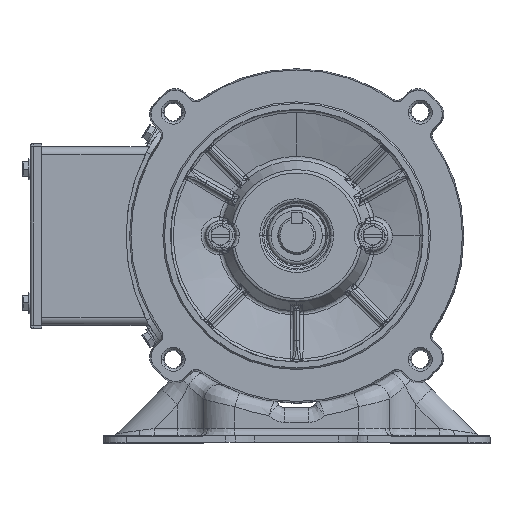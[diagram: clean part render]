
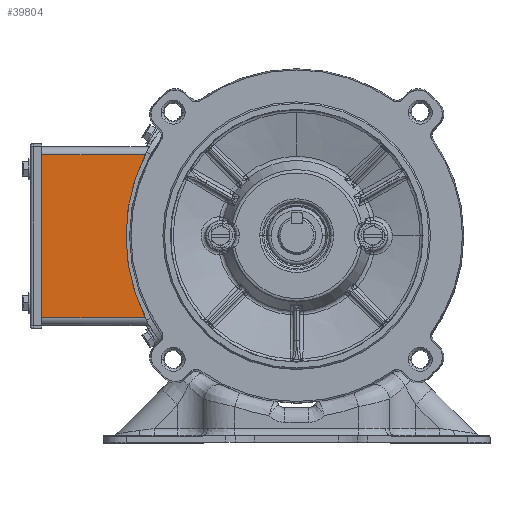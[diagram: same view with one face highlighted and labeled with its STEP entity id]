
A CAD part, top view. The second image highlights one B-rep face of the part: STEP entity #39804.
In plain terms, the highlighted face is planar.
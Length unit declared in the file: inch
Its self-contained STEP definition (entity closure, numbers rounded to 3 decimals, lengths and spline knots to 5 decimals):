
#7840 = EDGE_CURVE ( 'NONE', #27266, #120237, #92699, .T. ) ;
#23080 = CARTESIAN_POINT ( 'NONE',  ( 4.3698, -1.37, 2.5625 ) ) ;
#24366 = EDGE_CURVE ( 'NONE', #84553, #136433, #116364, .T. ) ;
#27266 = VERTEX_POINT ( 'NONE', #76852 ) ;
#36586 = DIRECTION ( 'NONE',  ( 0., 0., -1. ) ) ;
#39804 = ADVANCED_FACE ( 'NONE', ( #62921 ), #115057, .F. ) ;
#42379 = EDGE_CURVE ( 'NONE', #136433, #27266, #105235, .T. ) ;
#43054 = ORIENTED_EDGE ( 'NONE', *, *, #24366, .F. ) ;
#46351 = DIRECTION ( 'NONE',  ( 1., 0., 0. ) ) ;
#61603 = AXIS2_PLACEMENT_3D ( 'NONE', #66765, #102578, #128088 ) ;
#62921 = FACE_OUTER_BOUND ( 'NONE', #124013, .T. ) ;
#63779 = ORIENTED_EDGE ( 'NONE', *, *, #42379, .F. ) ;
#66734 = EDGE_CURVE ( 'NONE', #120237, #84553, #120251, .T. ) ;
#66765 = CARTESIAN_POINT ( 'NONE',  ( 4.3698, 1.5, 2.5625 ) ) ;
#73420 = DIRECTION ( 'NONE',  ( -1., 0., 0. ) ) ;
#74301 = ORIENTED_EDGE ( 'NONE', *, *, #66734, .F. ) ;
#76852 = CARTESIAN_POINT ( 'NONE',  ( 2.54598, 1.37, 2.5625 ) ) ;
#84553 = VERTEX_POINT ( 'NONE', #23080 ) ;
#84814 = CARTESIAN_POINT ( 'NONE',  ( -0.1902, 0., 2.5625 ) ) ;
#87076 = CARTESIAN_POINT ( 'NONE',  ( 2.54598, -1.37, 2.5625 ) ) ;
#92699 = CIRCLE ( 'NONE', #94094, 3.06 ) ;
#94094 = AXIS2_PLACEMENT_3D ( 'NONE', #84814, #36586, #73420 ) ;
#96329 = DIRECTION ( 'NONE',  ( -1., 0., 0. ) ) ;
#102578 = DIRECTION ( 'NONE',  ( 0., 0., 1. ) ) ;
#105235 = LINE ( 'NONE', #107168, #147966 ) ;
#107168 = CARTESIAN_POINT ( 'NONE',  ( 4.3698, 1.37, 2.5625 ) ) ;
#115057 = PLANE ( 'NONE',  #61603 ) ;
#116364 = LINE ( 'NONE', #159962, #141418 ) ;
#120237 = VERTEX_POINT ( 'NONE', #87076 ) ;
#120251 = LINE ( 'NONE', #146710, #122288 ) ;
#121032 = ORIENTED_EDGE ( 'NONE', *, *, #7840, .F. ) ;
#122288 = VECTOR ( 'NONE', #46351, 39.37008 ) ;
#124013 = EDGE_LOOP ( 'NONE', ( #63779, #43054, #74301, #121032 ) ) ;
#128088 = DIRECTION ( 'NONE',  ( 0., -1., 0. ) ) ;
#135544 = CARTESIAN_POINT ( 'NONE',  ( 4.3698, 1.37, 2.5625 ) ) ;
#136433 = VERTEX_POINT ( 'NONE', #135544 ) ;
#141418 = VECTOR ( 'NONE', #147485, 39.37008 ) ;
#146710 = CARTESIAN_POINT ( 'NONE',  ( 4.3698, -1.37, 2.5625 ) ) ;
#147485 = DIRECTION ( 'NONE',  ( 0., 1., 0. ) ) ;
#147966 = VECTOR ( 'NONE', #96329, 39.37008 ) ;
#159962 = CARTESIAN_POINT ( 'NONE',  ( 4.3698, 1.5, 2.5625 ) ) ;
